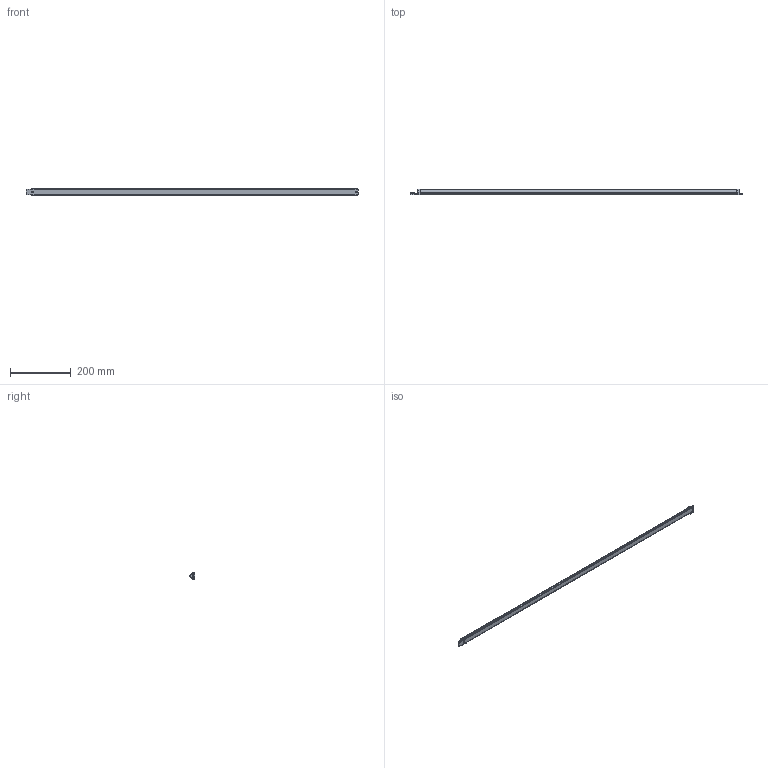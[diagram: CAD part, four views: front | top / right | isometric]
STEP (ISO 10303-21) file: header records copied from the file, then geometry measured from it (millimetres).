
FILE_DESCRIPTION (( 'STEP AP203' ), '1' );
FILE_NAME ('Light engine generic assembly 43inch.STEP', '2017-09-25T21:21:11', ( '' ), ( '' ), 'SwSTEP 2.0', 'SolidWorks 2016', '' );
FILE_SCHEMA (( 'CONFIG_CONTROL_DESIGN' ));
Length unit declared in the file: millimetre
Products named in the file (1): Light engine generic assembly 43inch
Bounding box: 1092.2 x 19.04 x 25 mm (x, y, z)
Surface area: 128702.2 mm2 (no closed solid volume)
Topology: 0 solids, 23 shells, 171 faces, 804 edges, 651 vertices
Faces by surface type: plane 99, cylinder 66, cone 4, bspline 2
Entity records: 8571 total; most frequent: CARTESIAN_POINT 2045, DIRECTION 1347, ORIENTED_EDGE 1163, EDGE_CURVE 804, VERTEX_POINT 651, LINE 513, VECTOR 513, AXIS2_PLACEMENT_3D 417
